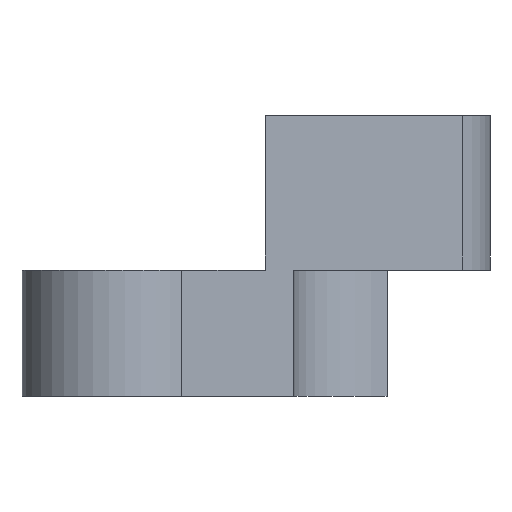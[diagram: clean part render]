
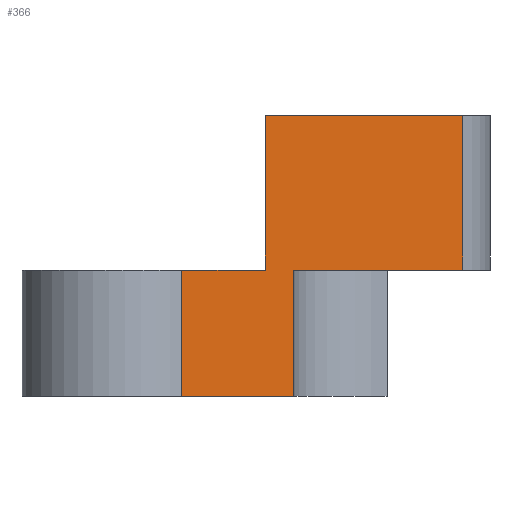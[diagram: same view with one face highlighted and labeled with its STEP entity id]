
A CAD part, front view. The second image highlights one B-rep face of the part: STEP entity #366.
In plain terms, the highlighted planar face has unit normal (0.707, -0.707, 0).
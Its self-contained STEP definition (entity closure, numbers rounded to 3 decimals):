
#73=CARTESIAN_POINT('',(19.,4.858,13.5));
#74=VERTEX_POINT('',#73);
#83=CARTESIAN_POINT('',(19.,4.858,0.0));
#84=VERTEX_POINT('',#83);
#85=CARTESIAN_POINT('',(19.,4.858,0.0));
#86=DIRECTION('',(0.0,0.0,1.0));
#87=VECTOR('',#86,13.5);
#88=LINE('',#85,#87);
#89=EDGE_CURVE('',#84,#74,#88,.T.);
#251=CARTESIAN_POINT('',(37.071,22.929,13.5));
#252=VERTEX_POINT('',#251);
#260=CARTESIAN_POINT('',(19.,4.858,13.5));
#261=DIRECTION('',(0.707,0.707,0.0));
#262=VECTOR('',#261,25.556);
#263=LINE('',#260,#262);
#264=EDGE_CURVE('',#74,#252,#263,.T.);
#311=CARTESIAN_POINT('',(37.071,22.929,0.0));
#312=DIRECTION('',(0.707,-0.707,0.0));
#313=DIRECTION('',(0.0,0.0,-1.0));
#314=AXIS2_PLACEMENT_3D('',#311,#312,#313);
#315=PLANE('',#314);
#316=ORIENTED_EDGE('',*,*,#89,.T.);
#317=ORIENTED_EDGE('',*,*,#264,.T.);
#318=CARTESIAN_POINT('',(37.071,22.929,30.0));
#319=VERTEX_POINT('',#318);
#320=CARTESIAN_POINT('',(37.071,22.929,13.5));
#321=DIRECTION('',(0.0,0.0,1.0));
#322=VECTOR('',#321,16.5);
#323=LINE('',#320,#322);
#324=EDGE_CURVE('',#252,#319,#323,.T.);
#325=ORIENTED_EDGE('',*,*,#324,.T.);
#326=CARTESIAN_POINT('',(16.,1.858,30.0));
#327=VERTEX_POINT('',#326);
#328=CARTESIAN_POINT('',(37.071,22.929,30.0));
#329=DIRECTION('',(-0.707,-0.707,0.0));
#330=VECTOR('',#329,29.799);
#331=LINE('',#328,#330);
#332=EDGE_CURVE('',#319,#327,#331,.T.);
#333=ORIENTED_EDGE('',*,*,#332,.T.);
#334=CARTESIAN_POINT('',(16.,1.858,13.5));
#335=VERTEX_POINT('',#334);
#336=CARTESIAN_POINT('',(16.,1.858,30.0));
#337=DIRECTION('',(0.0,0.0,-1.0));
#338=VECTOR('',#337,16.5);
#339=LINE('',#336,#338);
#340=EDGE_CURVE('',#327,#335,#339,.T.);
#341=ORIENTED_EDGE('',*,*,#340,.T.);
#342=CARTESIAN_POINT('',(7.071,-7.071,13.5));
#343=VERTEX_POINT('',#342);
#344=CARTESIAN_POINT('',(16.,1.858,13.5));
#345=DIRECTION('',(-0.707,-0.707,0.0));
#346=VECTOR('',#345,12.627);
#347=LINE('',#344,#346);
#348=EDGE_CURVE('',#335,#343,#347,.T.);
#349=ORIENTED_EDGE('',*,*,#348,.T.);
#350=CARTESIAN_POINT('',(7.071,-7.071,0.0));
#351=VERTEX_POINT('',#350);
#352=CARTESIAN_POINT('',(7.071,-7.071,0.0));
#353=DIRECTION('',(0.0,0.0,1.0));
#354=VECTOR('',#353,13.5);
#355=LINE('',#352,#354);
#356=EDGE_CURVE('',#351,#343,#355,.T.);
#357=ORIENTED_EDGE('',*,*,#356,.F.);
#358=CARTESIAN_POINT('',(19.,4.858,0.0));
#359=DIRECTION('',(-0.707,-0.707,0.0));
#360=VECTOR('',#359,16.87);
#361=LINE('',#358,#360);
#362=EDGE_CURVE('',#84,#351,#361,.T.);
#363=ORIENTED_EDGE('',*,*,#362,.F.);
#364=EDGE_LOOP('',(#316,#317,#325,#333,#341,#349,#357,#363));
#365=FACE_OUTER_BOUND('',#364,.T.);
#366=ADVANCED_FACE('',(#365),#315,.T.);
